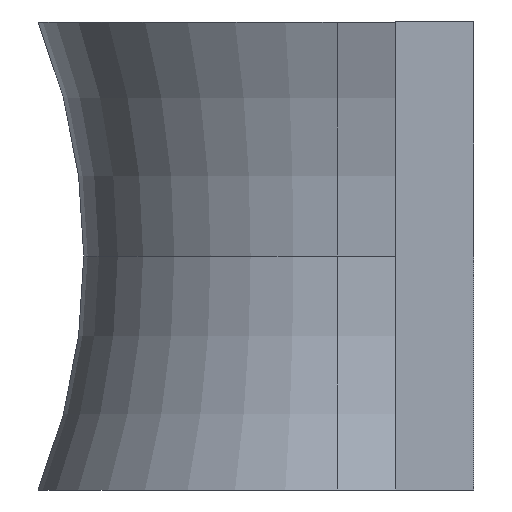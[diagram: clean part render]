
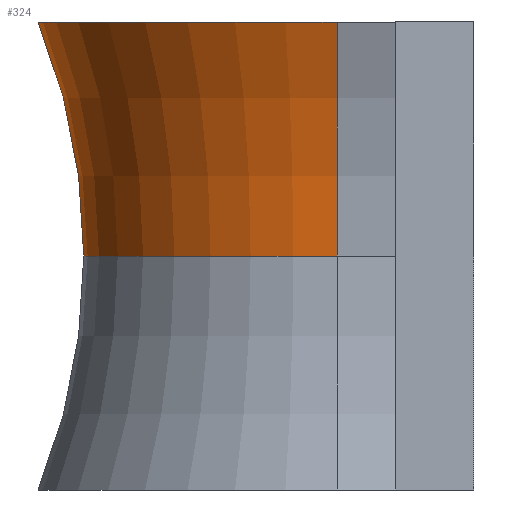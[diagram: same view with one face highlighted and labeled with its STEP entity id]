
A CAD part, left-side view. The second image highlights one B-rep face of the part: STEP entity #324.
In plain terms, the highlighted toroidal (fillet/blend) face has major radius 11.25 mm and minor radius 8 mm.
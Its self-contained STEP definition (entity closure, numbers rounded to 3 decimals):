
#11 = ORIENTED_EDGE ( 'NONE', *, *, #61, .F. ) ;
#17 = CARTESIAN_POINT ( 'NONE',  ( 3.834, 0., 3. ) ) ;
#47 = EDGE_LOOP ( 'NONE', ( #390, #247, #361, #11 ) ) ;
#61 = EDGE_CURVE ( 'NONE', #473, #284, #394, .T. ) ;
#77 = VERTEX_POINT ( 'NONE', #545 ) ;
#119 = FACE_OUTER_BOUND ( 'NONE', #47, .T. ) ;
#151 = CARTESIAN_POINT ( 'NONE',  ( 0., 0., 0. ) ) ;
#195 = AXIS2_PLACEMENT_3D ( 'NONE', #271, #595, #321 ) ;
#200 = CARTESIAN_POINT ( 'NONE',  ( -3.834, 0., 3. ) ) ;
#226 = EDGE_CURVE ( 'NONE', #284, #301, #299, .T. ) ;
#233 = CIRCLE ( 'NONE', #296, 3.25 ) ;
#247 = ORIENTED_EDGE ( 'NONE', *, *, #348, .T. ) ;
#254 = CARTESIAN_POINT ( 'NONE',  ( 0., 0., 0. ) ) ;
#264 = AXIS2_PLACEMENT_3D ( 'NONE', #151, #382, #516 ) ;
#270 = CARTESIAN_POINT ( 'NONE',  ( 0., 0., 3. ) ) ;
#271 = CARTESIAN_POINT ( 'NONE',  ( 11.25, 0., 0. ) ) ;
#284 = VERTEX_POINT ( 'NONE', #200 ) ;
#286 = CARTESIAN_POINT ( 'NONE',  ( -11.25, 0., 0. ) ) ;
#295 = DIRECTION ( 'NONE',  ( 1., 0., 0. ) ) ;
#296 = AXIS2_PLACEMENT_3D ( 'NONE', #254, #573, #295 ) ;
#299 = CIRCLE ( 'NONE', #584, 8. ) ;
#301 = VERTEX_POINT ( 'NONE', #341 ) ;
#317 = DIRECTION ( 'NONE',  ( 1., 0., 0. ) ) ;
#321 = DIRECTION ( 'NONE',  ( 0., 0., 1. ) ) ;
#324 = ADVANCED_FACE ( 'NONE', ( #119 ), #485, .F. ) ;
#334 = DIRECTION ( 'NONE',  ( 0., 0., 1. ) ) ;
#341 = CARTESIAN_POINT ( 'NONE',  ( -3.25, 0., 0. ) ) ;
#348 = EDGE_CURVE ( 'NONE', #77, #301, #233, .T. ) ;
#361 = ORIENTED_EDGE ( 'NONE', *, *, #226, .F. ) ;
#382 = DIRECTION ( 'NONE',  ( 0., 0., 1. ) ) ;
#390 = ORIENTED_EDGE ( 'NONE', *, *, #581, .T. ) ;
#394 = CIRCLE ( 'NONE', #496, 3.834 ) ;
#473 = VERTEX_POINT ( 'NONE', #17 ) ;
#485 = TOROIDAL_SURFACE ( 'NONE', #264, 11.25, 8. ) ;
#496 = AXIS2_PLACEMENT_3D ( 'NONE', #270, #594, #317 ) ;
#516 = DIRECTION ( 'NONE',  ( 1., 0., 0. ) ) ;
#545 = CARTESIAN_POINT ( 'NONE',  ( 3.25, 0., 0. ) ) ;
#573 = DIRECTION ( 'NONE',  ( 0., 0., 1. ) ) ;
#581 = EDGE_CURVE ( 'NONE', #473, #77, #601, .T. ) ;
#584 = AXIS2_PLACEMENT_3D ( 'NONE', #286, #607, #334 ) ;
#594 = DIRECTION ( 'NONE',  ( 0., 0., 1. ) ) ;
#595 = DIRECTION ( 'NONE',  ( 0., -1., 0. ) ) ;
#601 = CIRCLE ( 'NONE', #195, 8. ) ;
#607 = DIRECTION ( 'NONE',  ( 0., 1., 0. ) ) ;
